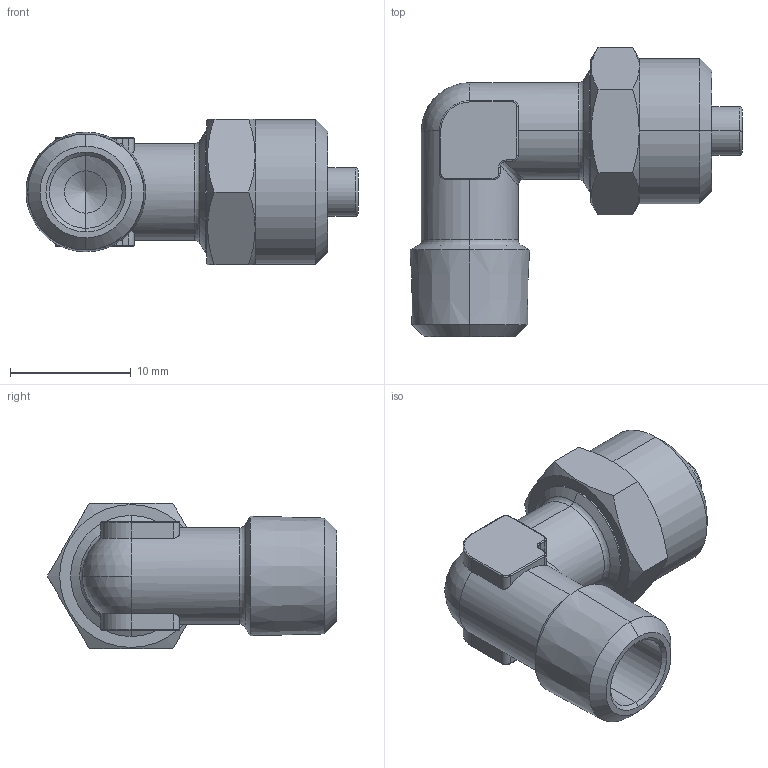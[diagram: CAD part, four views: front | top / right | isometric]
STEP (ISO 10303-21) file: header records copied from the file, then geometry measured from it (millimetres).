
FILE_DESCRIPTION (( 'STEP AP203' ), '1' );
FILE_NAME ('02060031.STEP', '2011-09-20T12:13:41', ( '' ), ( 'sopra-pneumatic' ), 'SwSTEP 2.0', 'SolidWorks 2011', '' );
FILE_SCHEMA (( 'CONFIG_CONTROL_DESIGN' ));
Length unit declared in the file: millimetre
Products named in the file (1): 02060031
Bounding box: 27.45 x 23.93 x 12 mm (x, y, z)
Volume: 2286.2 mm3; surface area: 1885.2 mm2
Topology: 1 solids, 1 shells, 118 faces, 274 edges, 159 vertices
Faces by surface type: cylinder 44, cone 28, plane 25, torus 18, sphere 2, bspline 1
Entity records: 3614 total; most frequent: CARTESIAN_POINT 866, DIRECTION 596, ORIENTED_EDGE 542, EDGE_CURVE 271, AXIS2_PLACEMENT_3D 246, VERTEX_POINT 158, CIRCLE 128, EDGE_LOOP 123
